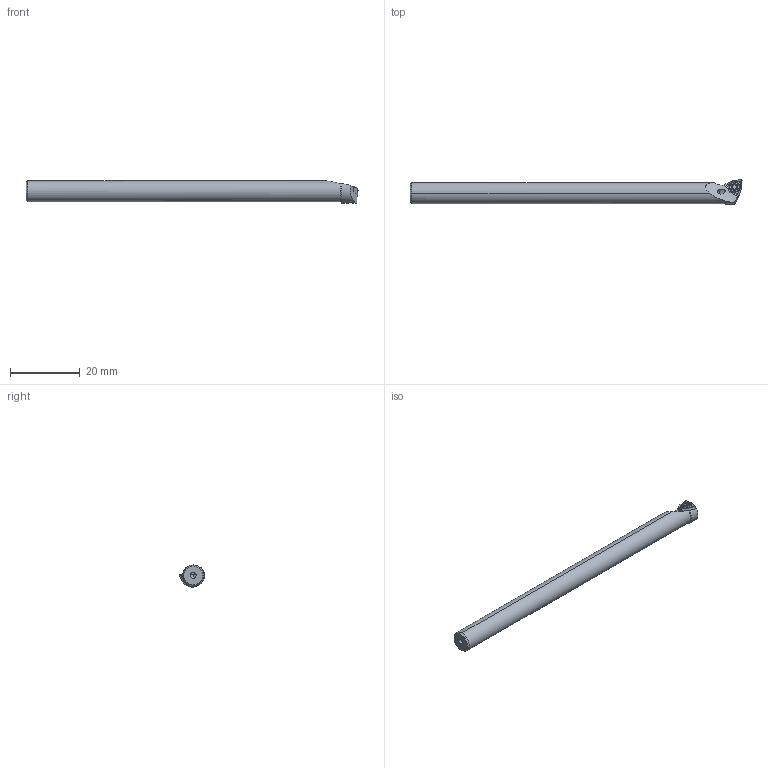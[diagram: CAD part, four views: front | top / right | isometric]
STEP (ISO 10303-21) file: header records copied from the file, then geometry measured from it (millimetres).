
FILE_DESCRIPTION (( 'STEP AP203' ), '1' );
FILE_NAME ('274.008.002C.STEP', '2024-08-27T08:54:36', ( '' ), ( '' ), 'SwSTEP 2.0', 'SolidWorks 2022', '' );
FILE_SCHEMA (( 'CONFIG_CONTROL_DESIGN' ));
Length unit declared in the file: millimetre
Products named in the file (4): SFS-Torx-M2; 274.008.002C; WCMT020102; B08-WWA.K11.100_A
Assembly tree (3 placements, depth 2):
  274.008.002C
    B08-WWA.K11.100_A
    WCMT020102
    SFS-Torx-M2
Bounding box: 94.99 x 7.12 x 6.35 mm (x, y, z)
Volume: 2422.8 mm3; surface area: 2358 mm2
Topology: 3 solids, 3 shells, 113 faces, 297 edges, 180 vertices
Faces by surface type: cylinder 37, plane 37, cone 29, torus 8, sphere 2
Entity records: 4002 total; most frequent: CARTESIAN_POINT 930, ORIENTED_EDGE 574, DIRECTION 550, EDGE_CURVE 287, AXIS2_PLACEMENT_3D 207, VERTEX_POINT 180, VECTOR 136, LINE 136
